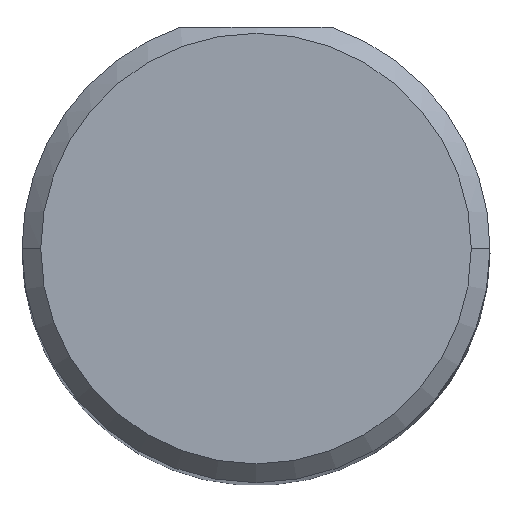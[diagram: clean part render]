
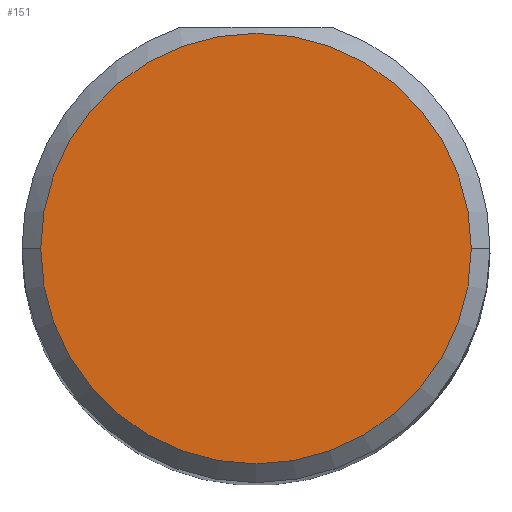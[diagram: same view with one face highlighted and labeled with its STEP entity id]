
A CAD part, top view. The second image highlights one B-rep face of the part: STEP entity #151.
In plain terms, the highlighted planar face has unit normal (0, 0, 1).
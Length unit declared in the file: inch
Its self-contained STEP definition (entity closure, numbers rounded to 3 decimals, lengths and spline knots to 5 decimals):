
#9 = CARTESIAN_POINT ( 'NONE',  ( 0., 0., 2.5 ) ) ;
#53 = VERTEX_POINT ( 'NONE', #444 ) ;
#109 = ORIENTED_EDGE ( 'NONE', *, *, #449, .T. ) ;
#135 = VERTEX_POINT ( 'NONE', #467 ) ;
#146 = DIRECTION ( 'NONE',  ( 1., 0., 0. ) ) ;
#151 = ADVANCED_FACE ( 'NONE', ( #380 ), #497, .T. ) ;
#250 = DIRECTION ( 'NONE',  ( 1., 0., 0. ) ) ;
#258 = ORIENTED_EDGE ( 'NONE', *, *, #303, .T. ) ;
#303 = EDGE_CURVE ( 'NONE', #135, #53, #366, .T. ) ;
#318 = AXIS2_PLACEMENT_3D ( 'NONE', #9, #376, #250 ) ;
#331 = DIRECTION ( 'NONE',  ( 1., 0., 0. ) ) ;
#360 = CARTESIAN_POINT ( 'NONE',  ( 0., 0., 2.5 ) ) ;
#366 = CIRCLE ( 'NONE', #514, 0.1725 ) ;
#376 = DIRECTION ( 'NONE',  ( 0., 0., 1. ) ) ;
#380 = FACE_OUTER_BOUND ( 'NONE', #523, .T. ) ;
#444 = CARTESIAN_POINT ( 'NONE',  ( 0.1725, 0., 2.5 ) ) ;
#449 = EDGE_CURVE ( 'NONE', #53, #135, #480, .T. ) ;
#453 = AXIS2_PLACEMENT_3D ( 'NONE', #496, #461, #331 ) ;
#461 = DIRECTION ( 'NONE',  ( 0., 0., 1. ) ) ;
#467 = CARTESIAN_POINT ( 'NONE',  ( -0.1725, 0., 2.5 ) ) ;
#480 = CIRCLE ( 'NONE', #453, 0.1725 ) ;
#496 = CARTESIAN_POINT ( 'NONE',  ( 0., 0., 2.5 ) ) ;
#497 = PLANE ( 'NONE',  #318 ) ;
#514 = AXIS2_PLACEMENT_3D ( 'NONE', #360, #525, #146 ) ;
#523 = EDGE_LOOP ( 'NONE', ( #258, #109 ) ) ;
#525 = DIRECTION ( 'NONE',  ( 0., 0., 1. ) ) ;
